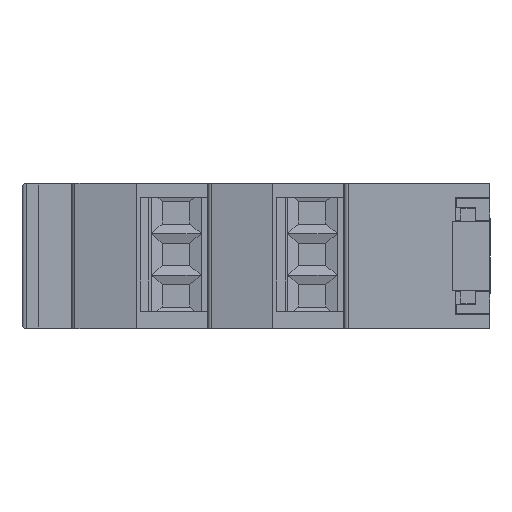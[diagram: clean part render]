
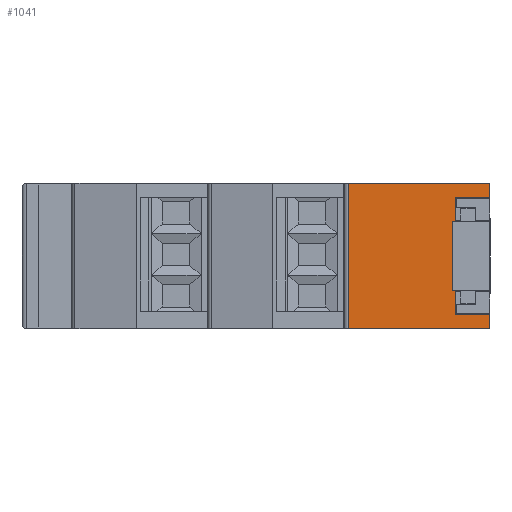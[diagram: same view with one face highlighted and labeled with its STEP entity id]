
A CAD part, left-side view. The second image highlights one B-rep face of the part: STEP entity #1041.
In plain terms, the highlighted planar face has unit normal (-1, 0, 0).
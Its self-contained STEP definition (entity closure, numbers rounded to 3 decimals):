
#1041 = ADVANCED_FACE( '', ( #2785 ), #2786, .T. );
#2785 = FACE_OUTER_BOUND( '', #5336, .T. );
#2786 = PLANE( '', #5337 );
#5336 = EDGE_LOOP( '', ( #8682, #8683, #8684, #8685, #8686, #8687, #8688, #8689 ) );
#5337 = AXIS2_PLACEMENT_3D( '', #8690, #8691, #8692 );
#8682 = ORIENTED_EDGE( '', *, *, #15564, .T. );
#8683 = ORIENTED_EDGE( '', *, *, #14978, .F. );
#8684 = ORIENTED_EDGE( '', *, *, #15565, .F. );
#8685 = ORIENTED_EDGE( '', *, *, #15566, .F. );
#8686 = ORIENTED_EDGE( '', *, *, #15567, .F. );
#8687 = ORIENTED_EDGE( '', *, *, #15568, .T. );
#8688 = ORIENTED_EDGE( '', *, *, #15569, .F. );
#8689 = ORIENTED_EDGE( '', *, *, #15570, .T. );
#8690 = CARTESIAN_POINT( '', ( 303.613, 26.55, 0. ) );
#8691 = DIRECTION( '', ( -1., 0., 0. ) );
#8692 = DIRECTION( '', ( 0., -1., 0. ) );
#14978 = EDGE_CURVE( '', #17958, #17959, #17960, .T. );
#15564 = EDGE_CURVE( '', #18992, #17959, #18993, .T. );
#15565 = EDGE_CURVE( '', #18994, #17958, #18995, .T. );
#15566 = EDGE_CURVE( '', #18996, #18994, #18997, .T. );
#15567 = EDGE_CURVE( '', #18998, #18996, #18999, .T. );
#15568 = EDGE_CURVE( '', #18998, #19000, #19001, .T. );
#15569 = EDGE_CURVE( '', #19002, #19000, #19003, .T. );
#15570 = EDGE_CURVE( '', #19002, #18992, #19004, .T. );
#17958 = VERTEX_POINT( '', #22247 );
#17959 = VERTEX_POINT( '', #22248 );
#17960 = LINE( '', #22249, #22250 );
#18992 = VERTEX_POINT( '', #23799 );
#18993 = LINE( '', #23800, #23801 );
#18994 = VERTEX_POINT( '', #23802 );
#18995 = LINE( '', #23803, #23804 );
#18996 = VERTEX_POINT( '', #23805 );
#18997 = LINE( '', #23806, #23807 );
#18998 = VERTEX_POINT( '', #23808 );
#18999 = LINE( '', #23809, #23810 );
#19000 = VERTEX_POINT( '', #23811 );
#19001 = LINE( '', #23812, #23813 );
#19002 = VERTEX_POINT( '', #23814 );
#19003 = LINE( '', #23815, #23816 );
#19004 = LINE( '', #23817, #23818 );
#22247 = CARTESIAN_POINT( '', ( 303.613, 9.45, -17.5 ) );
#22248 = CARTESIAN_POINT( '', ( 303.613, 26.55, -17.5 ) );
#22249 = CARTESIAN_POINT( '', ( 303.613, 26.55, -17.5 ) );
#22250 = VECTOR( '', #28096, 1000. );
#23799 = CARTESIAN_POINT( '', ( 303.613, 26.55, 0. ) );
#23800 = CARTESIAN_POINT( '', ( 303.613, 26.55, 0. ) );
#23801 = VECTOR( '', #28680, 1000. );
#23802 = CARTESIAN_POINT( '', ( 303.613, 9.45, -15.8 ) );
#23803 = CARTESIAN_POINT( '', ( 303.613, 9.45, 0. ) );
#23804 = VECTOR( '', #28681, 1000. );
#23805 = CARTESIAN_POINT( '', ( 303.613, 13.65, -15.8 ) );
#23806 = CARTESIAN_POINT( '', ( 303.613, 9.45, -15.8 ) );
#23807 = VECTOR( '', #28682, 1000. );
#23808 = CARTESIAN_POINT( '', ( 303.613, 13.65, -1.7 ) );
#23809 = CARTESIAN_POINT( '', ( 303.613, 13.65, -15.8 ) );
#23810 = VECTOR( '', #28683, 1000. );
#23811 = CARTESIAN_POINT( '', ( 303.613, 9.45, -1.7 ) );
#23812 = CARTESIAN_POINT( '', ( 303.613, 9.45, -1.7 ) );
#23813 = VECTOR( '', #28684, 1000. );
#23814 = CARTESIAN_POINT( '', ( 303.613, 9.45, 0. ) );
#23815 = CARTESIAN_POINT( '', ( 303.613, 9.45, 0. ) );
#23816 = VECTOR( '', #28685, 1000. );
#23817 = CARTESIAN_POINT( '', ( 303.613, 26.55, 0. ) );
#23818 = VECTOR( '', #28686, 1000. );
#28096 = DIRECTION( '', ( 0., 1., 0. ) );
#28680 = DIRECTION( '', ( 0., 0., -1. ) );
#28681 = DIRECTION( '', ( 0., 0., -1. ) );
#28682 = DIRECTION( '', ( 0., -1., 0. ) );
#28683 = DIRECTION( '', ( 0., 0., -1. ) );
#28684 = DIRECTION( '', ( 0., -1., 0. ) );
#28685 = DIRECTION( '', ( 0., 0., -1. ) );
#28686 = DIRECTION( '', ( 0., 1., 0. ) );
